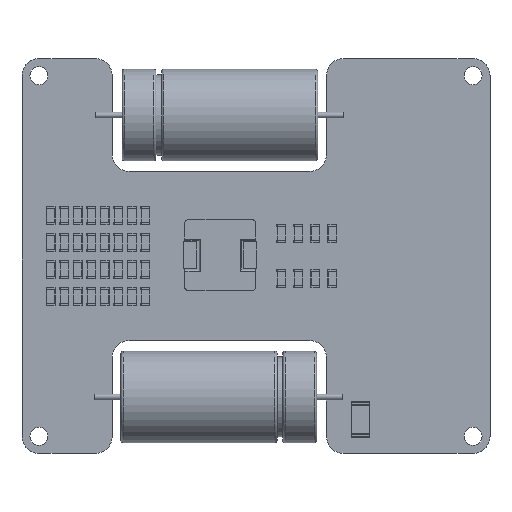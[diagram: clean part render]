
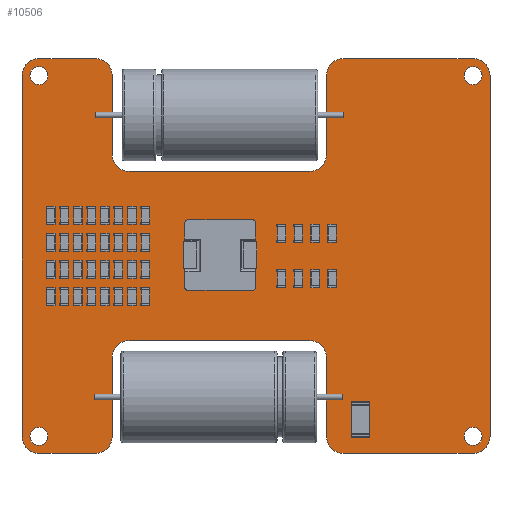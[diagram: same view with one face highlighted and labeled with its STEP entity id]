
A CAD part, top view. The second image highlights one B-rep face of the part: STEP entity #10506.
In plain terms, the highlighted planar face has unit normal (0, 0, 1).
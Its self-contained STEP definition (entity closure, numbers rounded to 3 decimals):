
#10177 = VERTEX_POINT('',#10178);
#10178 = CARTESIAN_POINT('',(50.,-17.,1.48));
#10184 = EDGE_CURVE('',#10177,#10185,#10187,.T.);
#10185 = VERTEX_POINT('',#10186);
#10186 = CARTESIAN_POINT('',(53.,-20.,1.48));
#10187 = CIRCLE('',#10188,3.);
#10188 = AXIS2_PLACEMENT_3D('',#10189,#10190,#10191);
#10189 = CARTESIAN_POINT('',(50.,-20.,1.48));
#10190 = DIRECTION('',(0.,0.,-1.));
#10191 = DIRECTION('',(0.,1.,0.));
#10219 = VERTEX_POINT('',#10220);
#10220 = CARTESIAN_POINT('',(40.,-17.,1.48));
#10226 = EDGE_CURVE('',#10219,#10177,#10227,.T.);
#10227 = LINE('',#10228,#10229);
#10228 = CARTESIAN_POINT('',(40.,-17.,1.48));
#10229 = VECTOR('',#10230,1.);
#10230 = DIRECTION('',(1.,0.,0.));
#10248 = EDGE_CURVE('',#10185,#10249,#10251,.T.);
#10249 = VERTEX_POINT('',#10250);
#10250 = CARTESIAN_POINT('',(53.,-34.,1.48));
#10251 = LINE('',#10252,#10253);
#10252 = CARTESIAN_POINT('',(53.,-20.,1.48));
#10253 = VECTOR('',#10254,1.);
#10254 = DIRECTION('',(0.,-1.,0.));
#10506 = ADVANCED_FACE('',(#10507,#10689,#10700,#10711,#10722),#10733,
  .T.);
#10507 = FACE_BOUND('',#10508,.T.);
#10508 = EDGE_LOOP('',(#10509,#10510,#10511,#10520,#10528,#10537,#10545,
    #10554,#10562,#10571,#10579,#10588,#10596,#10605,#10613,#10622,
    #10630,#10639,#10647,#10656,#10664,#10673,#10681,#10688));
#10509 = ORIENTED_EDGE('',*,*,#10184,.F.);
#10510 = ORIENTED_EDGE('',*,*,#10226,.F.);
#10511 = ORIENTED_EDGE('',*,*,#10512,.F.);
#10512 = EDGE_CURVE('',#10513,#10219,#10515,.T.);
#10513 = VERTEX_POINT('',#10514);
#10514 = CARTESIAN_POINT('',(37.,-20.,1.48));
#10515 = CIRCLE('',#10516,3.);
#10516 = AXIS2_PLACEMENT_3D('',#10517,#10518,#10519);
#10517 = CARTESIAN_POINT('',(40.,-20.,1.48));
#10518 = DIRECTION('',(0.,0.,-1.));
#10519 = DIRECTION('',(-1.,0.,0.));
#10520 = ORIENTED_EDGE('',*,*,#10521,.F.);
#10521 = EDGE_CURVE('',#10522,#10513,#10524,.T.);
#10522 = VERTEX_POINT('',#10523);
#10523 = CARTESIAN_POINT('',(37.,-84.,1.48));
#10524 = LINE('',#10525,#10526);
#10525 = CARTESIAN_POINT('',(37.,-84.,1.48));
#10526 = VECTOR('',#10527,1.);
#10527 = DIRECTION('',(0.,1.,0.));
#10528 = ORIENTED_EDGE('',*,*,#10529,.F.);
#10529 = EDGE_CURVE('',#10530,#10522,#10532,.T.);
#10530 = VERTEX_POINT('',#10531);
#10531 = CARTESIAN_POINT('',(40.,-87.,1.48));
#10532 = CIRCLE('',#10533,3.);
#10533 = AXIS2_PLACEMENT_3D('',#10534,#10535,#10536);
#10534 = CARTESIAN_POINT('',(40.,-84.,1.48));
#10535 = DIRECTION('',(0.,0.,-1.));
#10536 = DIRECTION('',(0.,-1.,-0.));
#10537 = ORIENTED_EDGE('',*,*,#10538,.F.);
#10538 = EDGE_CURVE('',#10539,#10530,#10541,.T.);
#10539 = VERTEX_POINT('',#10540);
#10540 = CARTESIAN_POINT('',(50.,-87.,1.48));
#10541 = LINE('',#10542,#10543);
#10542 = CARTESIAN_POINT('',(50.,-87.,1.48));
#10543 = VECTOR('',#10544,1.);
#10544 = DIRECTION('',(-1.,0.,0.));
#10545 = ORIENTED_EDGE('',*,*,#10546,.F.);
#10546 = EDGE_CURVE('',#10547,#10539,#10549,.T.);
#10547 = VERTEX_POINT('',#10548);
#10548 = CARTESIAN_POINT('',(53.,-84.,1.48));
#10549 = CIRCLE('',#10550,3.);
#10550 = AXIS2_PLACEMENT_3D('',#10551,#10552,#10553);
#10551 = CARTESIAN_POINT('',(50.,-84.,1.48));
#10552 = DIRECTION('',(0.,0.,-1.));
#10553 = DIRECTION('',(1.,0.,0.));
#10554 = ORIENTED_EDGE('',*,*,#10555,.F.);
#10555 = EDGE_CURVE('',#10556,#10547,#10558,.T.);
#10556 = VERTEX_POINT('',#10557);
#10557 = CARTESIAN_POINT('',(53.,-70.,1.48));
#10558 = LINE('',#10559,#10560);
#10559 = CARTESIAN_POINT('',(53.,-70.,1.48));
#10560 = VECTOR('',#10561,1.);
#10561 = DIRECTION('',(0.,-1.,0.));
#10562 = ORIENTED_EDGE('',*,*,#10563,.F.);
#10563 = EDGE_CURVE('',#10564,#10556,#10566,.T.);
#10564 = VERTEX_POINT('',#10565);
#10565 = CARTESIAN_POINT('',(56.,-67.,1.48));
#10566 = CIRCLE('',#10567,3.);
#10567 = AXIS2_PLACEMENT_3D('',#10568,#10569,#10570);
#10568 = CARTESIAN_POINT('',(56.,-70.,1.48));
#10569 = DIRECTION('',(0.,0.,1.));
#10570 = DIRECTION('',(0.,1.,0.));
#10571 = ORIENTED_EDGE('',*,*,#10572,.F.);
#10572 = EDGE_CURVE('',#10573,#10564,#10575,.T.);
#10573 = VERTEX_POINT('',#10574);
#10574 = CARTESIAN_POINT('',(88.,-67.,1.48));
#10575 = LINE('',#10576,#10577);
#10576 = CARTESIAN_POINT('',(88.,-67.,1.48));
#10577 = VECTOR('',#10578,1.);
#10578 = DIRECTION('',(-1.,0.,0.));
#10579 = ORIENTED_EDGE('',*,*,#10580,.F.);
#10580 = EDGE_CURVE('',#10581,#10573,#10583,.T.);
#10581 = VERTEX_POINT('',#10582);
#10582 = CARTESIAN_POINT('',(91.,-70.,1.48));
#10583 = CIRCLE('',#10584,3.);
#10584 = AXIS2_PLACEMENT_3D('',#10585,#10586,#10587);
#10585 = CARTESIAN_POINT('',(88.,-70.,1.48));
#10586 = DIRECTION('',(0.,0.,1.));
#10587 = DIRECTION('',(1.,0.,-0.));
#10588 = ORIENTED_EDGE('',*,*,#10589,.F.);
#10589 = EDGE_CURVE('',#10590,#10581,#10592,.T.);
#10590 = VERTEX_POINT('',#10591);
#10591 = CARTESIAN_POINT('',(91.,-84.,1.48));
#10592 = LINE('',#10593,#10594);
#10593 = CARTESIAN_POINT('',(91.,-84.,1.48));
#10594 = VECTOR('',#10595,1.);
#10595 = DIRECTION('',(0.,1.,0.));
#10596 = ORIENTED_EDGE('',*,*,#10597,.F.);
#10597 = EDGE_CURVE('',#10598,#10590,#10600,.T.);
#10598 = VERTEX_POINT('',#10599);
#10599 = CARTESIAN_POINT('',(94.,-87.,1.48));
#10600 = CIRCLE('',#10601,3.);
#10601 = AXIS2_PLACEMENT_3D('',#10602,#10603,#10604);
#10602 = CARTESIAN_POINT('',(94.,-84.,1.48));
#10603 = DIRECTION('',(0.,0.,-1.));
#10604 = DIRECTION('',(0.,-1.,-0.));
#10605 = ORIENTED_EDGE('',*,*,#10606,.F.);
#10606 = EDGE_CURVE('',#10607,#10598,#10609,.T.);
#10607 = VERTEX_POINT('',#10608);
#10608 = CARTESIAN_POINT('',(117.,-87.,1.48));
#10609 = LINE('',#10610,#10611);
#10610 = CARTESIAN_POINT('',(117.,-87.,1.48));
#10611 = VECTOR('',#10612,1.);
#10612 = DIRECTION('',(-1.,0.,0.));
#10613 = ORIENTED_EDGE('',*,*,#10614,.F.);
#10614 = EDGE_CURVE('',#10615,#10607,#10617,.T.);
#10615 = VERTEX_POINT('',#10616);
#10616 = CARTESIAN_POINT('',(120.,-84.,1.48));
#10617 = CIRCLE('',#10618,3.);
#10618 = AXIS2_PLACEMENT_3D('',#10619,#10620,#10621);
#10619 = CARTESIAN_POINT('',(117.,-84.,1.48));
#10620 = DIRECTION('',(0.,0.,-1.));
#10621 = DIRECTION('',(1.,0.,0.));
#10622 = ORIENTED_EDGE('',*,*,#10623,.F.);
#10623 = EDGE_CURVE('',#10624,#10615,#10626,.T.);
#10624 = VERTEX_POINT('',#10625);
#10625 = CARTESIAN_POINT('',(120.,-20.,1.48));
#10626 = LINE('',#10627,#10628);
#10627 = CARTESIAN_POINT('',(120.,-20.,1.48));
#10628 = VECTOR('',#10629,1.);
#10629 = DIRECTION('',(0.,-1.,0.));
#10630 = ORIENTED_EDGE('',*,*,#10631,.F.);
#10631 = EDGE_CURVE('',#10632,#10624,#10634,.T.);
#10632 = VERTEX_POINT('',#10633);
#10633 = CARTESIAN_POINT('',(117.,-17.,1.48));
#10634 = CIRCLE('',#10635,3.);
#10635 = AXIS2_PLACEMENT_3D('',#10636,#10637,#10638);
#10636 = CARTESIAN_POINT('',(117.,-20.,1.48));
#10637 = DIRECTION('',(0.,0.,-1.));
#10638 = DIRECTION('',(0.,1.,0.));
#10639 = ORIENTED_EDGE('',*,*,#10640,.F.);
#10640 = EDGE_CURVE('',#10641,#10632,#10643,.T.);
#10641 = VERTEX_POINT('',#10642);
#10642 = CARTESIAN_POINT('',(94.,-17.,1.48));
#10643 = LINE('',#10644,#10645);
#10644 = CARTESIAN_POINT('',(94.,-17.,1.48));
#10645 = VECTOR('',#10646,1.);
#10646 = DIRECTION('',(1.,0.,0.));
#10647 = ORIENTED_EDGE('',*,*,#10648,.F.);
#10648 = EDGE_CURVE('',#10649,#10641,#10651,.T.);
#10649 = VERTEX_POINT('',#10650);
#10650 = CARTESIAN_POINT('',(91.,-20.,1.48));
#10651 = CIRCLE('',#10652,3.);
#10652 = AXIS2_PLACEMENT_3D('',#10653,#10654,#10655);
#10653 = CARTESIAN_POINT('',(94.,-20.,1.48));
#10654 = DIRECTION('',(0.,0.,-1.));
#10655 = DIRECTION('',(-1.,0.,0.));
#10656 = ORIENTED_EDGE('',*,*,#10657,.F.);
#10657 = EDGE_CURVE('',#10658,#10649,#10660,.T.);
#10658 = VERTEX_POINT('',#10659);
#10659 = CARTESIAN_POINT('',(91.,-34.,1.48));
#10660 = LINE('',#10661,#10662);
#10661 = CARTESIAN_POINT('',(91.,-34.,1.48));
#10662 = VECTOR('',#10663,1.);
#10663 = DIRECTION('',(0.,1.,0.));
#10664 = ORIENTED_EDGE('',*,*,#10665,.F.);
#10665 = EDGE_CURVE('',#10666,#10658,#10668,.T.);
#10666 = VERTEX_POINT('',#10667);
#10667 = CARTESIAN_POINT('',(88.,-37.,1.48));
#10668 = CIRCLE('',#10669,3.);
#10669 = AXIS2_PLACEMENT_3D('',#10670,#10671,#10672);
#10670 = CARTESIAN_POINT('',(88.,-34.,1.48));
#10671 = DIRECTION('',(0.,0.,1.));
#10672 = DIRECTION('',(0.,-1.,0.));
#10673 = ORIENTED_EDGE('',*,*,#10674,.F.);
#10674 = EDGE_CURVE('',#10675,#10666,#10677,.T.);
#10675 = VERTEX_POINT('',#10676);
#10676 = CARTESIAN_POINT('',(56.,-37.,1.48));
#10677 = LINE('',#10678,#10679);
#10678 = CARTESIAN_POINT('',(56.,-37.,1.48));
#10679 = VECTOR('',#10680,1.);
#10680 = DIRECTION('',(1.,0.,0.));
#10681 = ORIENTED_EDGE('',*,*,#10682,.F.);
#10682 = EDGE_CURVE('',#10249,#10675,#10683,.T.);
#10683 = CIRCLE('',#10684,3.);
#10684 = AXIS2_PLACEMENT_3D('',#10685,#10686,#10687);
#10685 = CARTESIAN_POINT('',(56.,-34.,1.48));
#10686 = DIRECTION('',(0.,0.,1.));
#10687 = DIRECTION('',(-1.,0.,0.));
#10688 = ORIENTED_EDGE('',*,*,#10248,.F.);
#10689 = FACE_BOUND('',#10690,.T.);
#10690 = EDGE_LOOP('',(#10691));
#10691 = ORIENTED_EDGE('',*,*,#10692,.T.);
#10692 = EDGE_CURVE('',#10693,#10693,#10695,.T.);
#10693 = VERTEX_POINT('',#10694);
#10694 = CARTESIAN_POINT('',(40.,-85.6,1.48));
#10695 = CIRCLE('',#10696,1.6);
#10696 = AXIS2_PLACEMENT_3D('',#10697,#10698,#10699);
#10697 = CARTESIAN_POINT('',(40.,-84.,1.48));
#10698 = DIRECTION('',(-0.,0.,-1.));
#10699 = DIRECTION('',(-0.,-1.,0.));
#10700 = FACE_BOUND('',#10701,.T.);
#10701 = EDGE_LOOP('',(#10702));
#10702 = ORIENTED_EDGE('',*,*,#10703,.T.);
#10703 = EDGE_CURVE('',#10704,#10704,#10706,.T.);
#10704 = VERTEX_POINT('',#10705);
#10705 = CARTESIAN_POINT('',(117.,-85.6,1.48));
#10706 = CIRCLE('',#10707,1.6);
#10707 = AXIS2_PLACEMENT_3D('',#10708,#10709,#10710);
#10708 = CARTESIAN_POINT('',(117.,-84.,1.48));
#10709 = DIRECTION('',(-0.,0.,-1.));
#10710 = DIRECTION('',(-0.,-1.,0.));
#10711 = FACE_BOUND('',#10712,.T.);
#10712 = EDGE_LOOP('',(#10713));
#10713 = ORIENTED_EDGE('',*,*,#10714,.T.);
#10714 = EDGE_CURVE('',#10715,#10715,#10717,.T.);
#10715 = VERTEX_POINT('',#10716);
#10716 = CARTESIAN_POINT('',(40.,-21.6,1.48));
#10717 = CIRCLE('',#10718,1.6);
#10718 = AXIS2_PLACEMENT_3D('',#10719,#10720,#10721);
#10719 = CARTESIAN_POINT('',(40.,-20.,1.48));
#10720 = DIRECTION('',(-0.,0.,-1.));
#10721 = DIRECTION('',(-0.,-1.,0.));
#10722 = FACE_BOUND('',#10723,.T.);
#10723 = EDGE_LOOP('',(#10724));
#10724 = ORIENTED_EDGE('',*,*,#10725,.T.);
#10725 = EDGE_CURVE('',#10726,#10726,#10728,.T.);
#10726 = VERTEX_POINT('',#10727);
#10727 = CARTESIAN_POINT('',(117.,-21.6,1.48));
#10728 = CIRCLE('',#10729,1.6);
#10729 = AXIS2_PLACEMENT_3D('',#10730,#10731,#10732);
#10730 = CARTESIAN_POINT('',(117.,-20.,1.48));
#10731 = DIRECTION('',(-0.,0.,-1.));
#10732 = DIRECTION('',(-0.,-1.,0.));
#10733 = PLANE('',#10734);
#10734 = AXIS2_PLACEMENT_3D('',#10735,#10736,#10737);
#10735 = CARTESIAN_POINT('',(0.,0.,1.48));
#10736 = DIRECTION('',(0.,0.,1.));
#10737 = DIRECTION('',(1.,0.,-0.));
